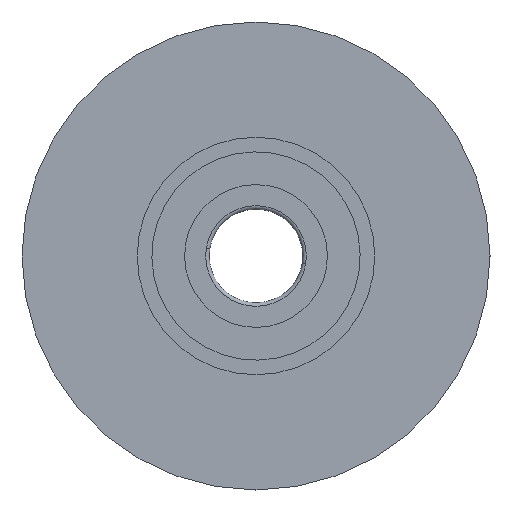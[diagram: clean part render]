
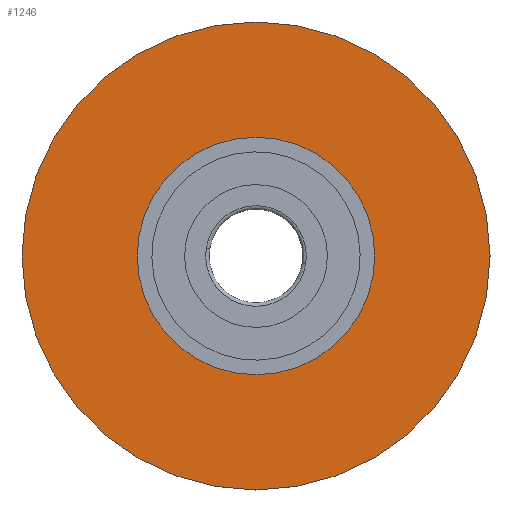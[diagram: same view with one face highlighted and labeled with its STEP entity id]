
A CAD part, left-side view. The second image highlights one B-rep face of the part: STEP entity #1246.
In plain terms, the highlighted planar face has unit normal (-1, 0, 0).
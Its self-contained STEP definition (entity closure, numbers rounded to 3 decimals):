
#66 = EDGE_CURVE ( 'NONE', #2030, #1667, #950, .T. ) ;
#122 = CARTESIAN_POINT ( 'NONE',  ( 0., 0., 0. ) ) ;
#242 = EDGE_CURVE ( 'NONE', #330, #2006, #1844, .T. ) ;
#278 = CIRCLE ( 'NONE', #1288, 10.15 ) ;
#302 = DIRECTION ( 'NONE',  ( 0., 0., 1. ) ) ;
#330 = VERTEX_POINT ( 'NONE', #1262 ) ;
#347 = DIRECTION ( 'NONE',  ( 1., 0., 0. ) ) ;
#394 = ORIENTED_EDGE ( 'NONE', *, *, #66, .F. ) ;
#412 = DIRECTION ( 'NONE',  ( 0., 0., 1. ) ) ;
#429 = EDGE_CURVE ( 'NONE', #1667, #2030, #278, .T. ) ;
#490 = AXIS2_PLACEMENT_3D ( 'NONE', #1524, #1131, #972 ) ;
#522 = EDGE_CURVE ( 'NONE', #2006, #330, #2281, .T. ) ;
#544 = CARTESIAN_POINT ( 'NONE',  ( 0., 0., -20. ) ) ;
#702 = PLANE ( 'NONE',  #1542 ) ;
#717 = DIRECTION ( 'NONE',  ( 0., 0., -1. ) ) ;
#822 = EDGE_LOOP ( 'NONE', ( #394, #1519 ) ) ;
#950 = CIRCLE ( 'NONE', #2059, 10.15 ) ;
#951 = AXIS2_PLACEMENT_3D ( 'NONE', #1431, #1206, #302 ) ;
#965 = DIRECTION ( 'NONE',  ( -1., 0., 0. ) ) ;
#972 = DIRECTION ( 'NONE',  ( 0., 0., 1. ) ) ;
#1087 = ORIENTED_EDGE ( 'NONE', *, *, #522, .T. ) ;
#1107 = ORIENTED_EDGE ( 'NONE', *, *, #242, .T. ) ;
#1131 = DIRECTION ( 'NONE',  ( -1., 0., 0. ) ) ;
#1206 = DIRECTION ( 'NONE',  ( -1., 0., 0. ) ) ;
#1246 = ADVANCED_FACE ( 'NONE', ( #1643, #2152 ), #702, .F. ) ;
#1262 = CARTESIAN_POINT ( 'NONE',  ( 0., 0., 20. ) ) ;
#1288 = AXIS2_PLACEMENT_3D ( 'NONE', #2190, #1467, #412 ) ;
#1431 = CARTESIAN_POINT ( 'NONE',  ( 0., 0., 0. ) ) ;
#1467 = DIRECTION ( 'NONE',  ( -1., 0., 0. ) ) ;
#1469 = CARTESIAN_POINT ( 'NONE',  ( 0., 0., -10.15 ) ) ;
#1519 = ORIENTED_EDGE ( 'NONE', *, *, #429, .F. ) ;
#1524 = CARTESIAN_POINT ( 'NONE',  ( 0., 0., 0. ) ) ;
#1529 = DIRECTION ( 'NONE',  ( 0., 0., 1. ) ) ;
#1542 = AXIS2_PLACEMENT_3D ( 'NONE', #1972, #347, #717 ) ;
#1643 = FACE_BOUND ( 'NONE', #822, .T. ) ;
#1667 = VERTEX_POINT ( 'NONE', #1469 ) ;
#1844 = CIRCLE ( 'NONE', #951, 20. ) ;
#1861 = EDGE_LOOP ( 'NONE', ( #1107, #1087 ) ) ;
#1972 = CARTESIAN_POINT ( 'NONE',  ( 0., 10.15, 0. ) ) ;
#2006 = VERTEX_POINT ( 'NONE', #544 ) ;
#2030 = VERTEX_POINT ( 'NONE', #2141 ) ;
#2059 = AXIS2_PLACEMENT_3D ( 'NONE', #122, #965, #1529 ) ;
#2141 = CARTESIAN_POINT ( 'NONE',  ( 0., 0., 10.15 ) ) ;
#2152 = FACE_OUTER_BOUND ( 'NONE', #1861, .T. ) ;
#2190 = CARTESIAN_POINT ( 'NONE',  ( 0., 0., 0. ) ) ;
#2281 = CIRCLE ( 'NONE', #490, 20. ) ;
